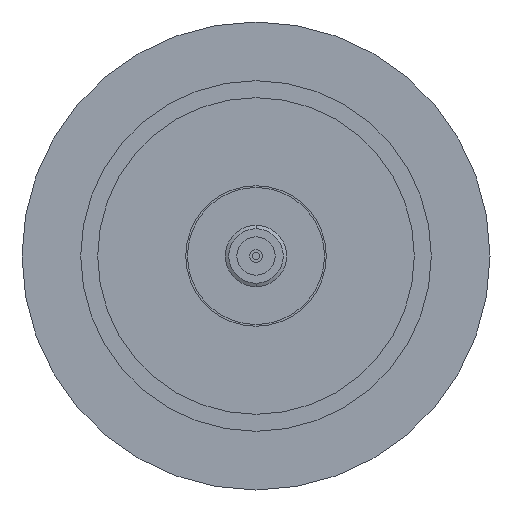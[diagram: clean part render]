
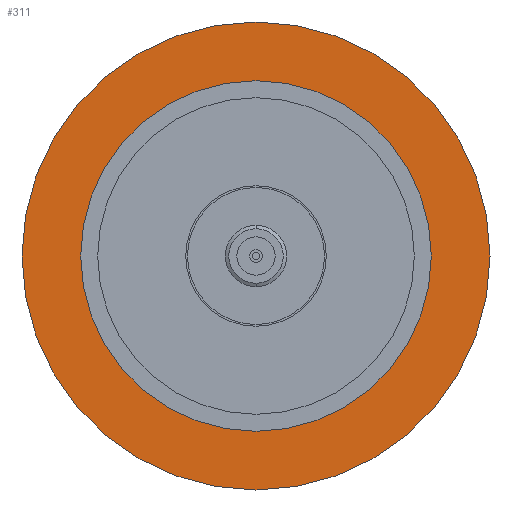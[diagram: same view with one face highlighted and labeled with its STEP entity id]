
A CAD part, left-side view. The second image highlights one B-rep face of the part: STEP entity #311.
In plain terms, the highlighted planar face has unit normal (-1, 0, 0).
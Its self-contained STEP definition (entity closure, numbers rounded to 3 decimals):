
#25 = CARTESIAN_POINT ( 'NONE',  ( 0., 0., -27.5 ) ) ;
#39 = FACE_OUTER_BOUND ( 'NONE', #1077, .T. ) ;
#84 = CARTESIAN_POINT ( 'NONE',  ( 0., 0., 0. ) ) ;
#85 = DIRECTION ( 'NONE',  ( 0., 0., -1. ) ) ;
#139 = ORIENTED_EDGE ( 'NONE', *, *, #1021, .T. ) ;
#183 = DIRECTION ( 'NONE',  ( -1., 0., 0. ) ) ;
#256 = CIRCLE ( 'NONE', #1498, 20.6 ) ;
#306 = CARTESIAN_POINT ( 'NONE',  ( 0., 0., 0. ) ) ;
#311 = ADVANCED_FACE ( 'NONE', ( #1422, #39 ), #590, .F. ) ;
#313 = DIRECTION ( 'NONE',  ( -1., 0., 0. ) ) ;
#325 = ORIENTED_EDGE ( 'NONE', *, *, #931, .T. ) ;
#526 = EDGE_CURVE ( 'NONE', #899, #1555, #256, .T. ) ;
#590 = PLANE ( 'NONE',  #1028 ) ;
#681 = CIRCLE ( 'NONE', #1834, 20.6 ) ;
#719 = CARTESIAN_POINT ( 'NONE',  ( 0., 0., -20.6 ) ) ;
#798 = VERTEX_POINT ( 'NONE', #25 ) ;
#803 = DIRECTION ( 'NONE',  ( -1., 0., 0. ) ) ;
#891 = CARTESIAN_POINT ( 'NONE',  ( 0., 0., 20.6 ) ) ;
#895 = CIRCLE ( 'NONE', #1169, 27.5 ) ;
#899 = VERTEX_POINT ( 'NONE', #719 ) ;
#931 = EDGE_CURVE ( 'NONE', #1492, #798, #1442, .T. ) ;
#1021 = EDGE_CURVE ( 'NONE', #798, #1492, #895, .T. ) ;
#1028 = AXIS2_PLACEMENT_3D ( 'NONE', #1726, #1345, #85 ) ;
#1040 = CARTESIAN_POINT ( 'NONE',  ( 0., 0., 27.5 ) ) ;
#1077 = EDGE_LOOP ( 'NONE', ( #325, #139 ) ) ;
#1169 = AXIS2_PLACEMENT_3D ( 'NONE', #1584, #313, #1307 ) ;
#1307 = DIRECTION ( 'NONE',  ( 0., 0., 1. ) ) ;
#1345 = DIRECTION ( 'NONE',  ( 1., 0., 0. ) ) ;
#1402 = EDGE_LOOP ( 'NONE', ( #1814, #1797 ) ) ;
#1408 = EDGE_CURVE ( 'NONE', #1555, #899, #681, .T. ) ;
#1422 = FACE_BOUND ( 'NONE', #1402, .T. ) ;
#1442 = CIRCLE ( 'NONE', #1522, 27.5 ) ;
#1452 = DIRECTION ( 'NONE',  ( 0., 0., 1. ) ) ;
#1492 = VERTEX_POINT ( 'NONE', #1040 ) ;
#1498 = AXIS2_PLACEMENT_3D ( 'NONE', #84, #803, #1803 ) ;
#1522 = AXIS2_PLACEMENT_3D ( 'NONE', #1720, #183, #1452 ) ;
#1555 = VERTEX_POINT ( 'NONE', #891 ) ;
#1562 = DIRECTION ( 'NONE',  ( -1., 0., 0. ) ) ;
#1584 = CARTESIAN_POINT ( 'NONE',  ( 0., 0., 0. ) ) ;
#1720 = CARTESIAN_POINT ( 'NONE',  ( 0., 0., 0. ) ) ;
#1726 = CARTESIAN_POINT ( 'NONE',  ( 0., 0., -27.5 ) ) ;
#1727 = DIRECTION ( 'NONE',  ( 0., 0., 1. ) ) ;
#1797 = ORIENTED_EDGE ( 'NONE', *, *, #526, .F. ) ;
#1803 = DIRECTION ( 'NONE',  ( 0., 0., 1. ) ) ;
#1814 = ORIENTED_EDGE ( 'NONE', *, *, #1408, .F. ) ;
#1834 = AXIS2_PLACEMENT_3D ( 'NONE', #306, #1562, #1727 ) ;
